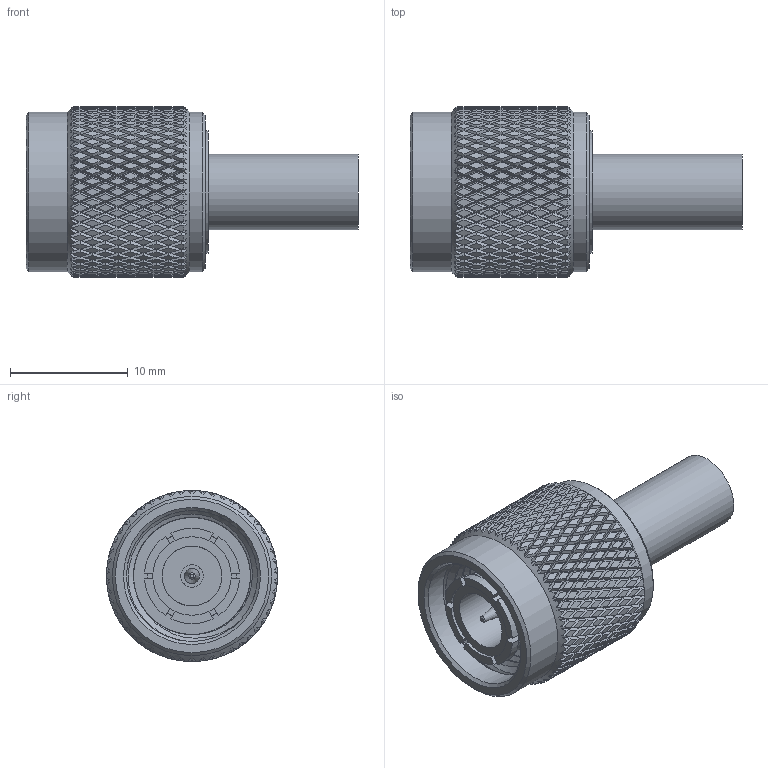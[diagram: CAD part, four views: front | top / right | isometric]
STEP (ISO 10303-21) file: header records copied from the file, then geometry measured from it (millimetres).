
FILE_DESCRIPTION (( 'STEP AP203' ), '1' );
FILE_NAME ('PE4156_3D.step', '2020-12-22T18:19:46', ( '' ), ( '' ), 'SwSTEP 2.0', 'SolidWorks 2018', '' );
FILE_SCHEMA (( 'CONFIG_CONTROL_DESIGN' ));
Length unit declared in the file: inch
Products named in the file (1): PE4156_3D
Bounding box: 28.15 x 14.5 x 14.5 mm (x, y, z)
Volume: 2017.5 mm3; surface area: 2653.4 mm2
Topology: 2 solids, 2 shells, 2591 faces, 5477 edges, 2898 vertices
Faces by surface type: bspline 2004, cylinder 536, plane 37, cone 14
Full cylindrical faces by diameter (mm): 1.27 x1, 1.905 x1, 3.2 x1, 4.496 x1, 5.08 x1, 5.4 x1, 6.4 x1, 7.569 x1, 10.387 x1, 11.112 x6, 13.513 x2
Entity records: 99758 total; most frequent: CARTESIAN_POINT 67111, ORIENTED_EDGE 10870, EDGE_CURVE 5435, VERTEX_POINT 2882, EDGE_LOOP 2615, FACE_OUTER_BOUND 2598, ADVANCED_FACE 2585, B_SPLINE_CURVE_WITH_KNOTS 2270
